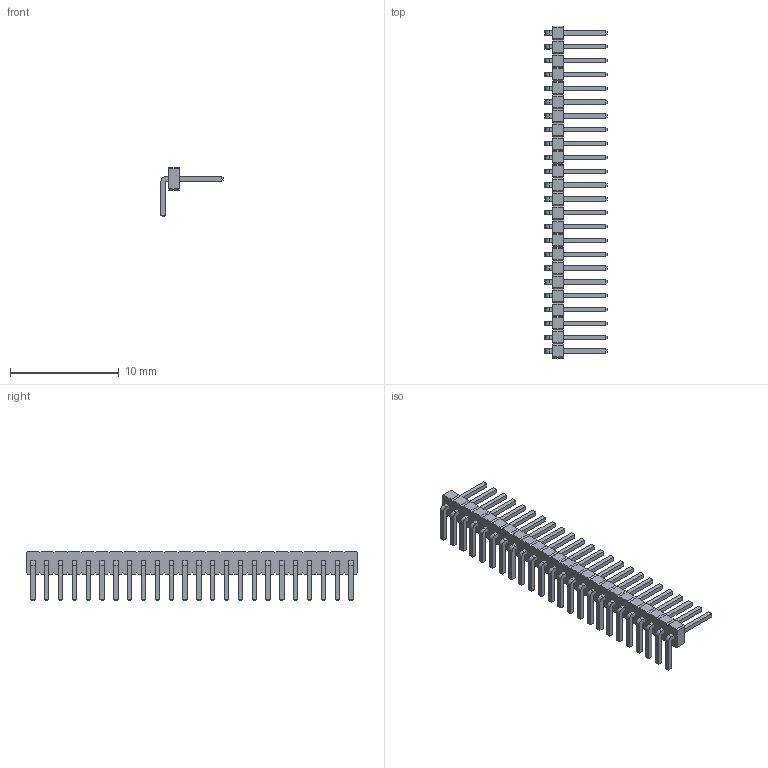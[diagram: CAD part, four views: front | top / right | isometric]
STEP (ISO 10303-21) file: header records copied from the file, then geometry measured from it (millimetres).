
FILE_DESCRIPTION(/* description */ ('model of PinHeader_1x24_P1.27mm_Horizontal'),/* implementation_level */ '2;1');
FILE_NAME(/* name */ 'PinHeader_1x24_P1.27mm_Horizontal.step',/* time_stamp */ '2018-01-24T13:44:01',/* author */ ('kicad StepUp','ksu'),/* organization */ ('FreeCAD'),/* preprocessor_version */ 'OCC',/* originating_system */ 'kicad StepUp',/* authorisation */ '');
FILE_SCHEMA(('AUTOMOTIVE_DESIGN { 1 0 10303 214 1 1 1 1 }'));
Length unit declared in the file: millimetre
Products named in the file (2): PinHeader_1x24_P127mm_Horizontal; Shape0_0916661671474
Bounding box: 5.7 x 30.48 x 4.5 mm (x, y, z)
Volume: 97 mm3; surface area: 538.9 mm2
Topology: 25 solids, 25 shells, 556 faces, 1326 edges, 820 vertices
Faces by surface type: plane 532, cylinder 24
Entity records: 10017 total; most frequent: ORIENTED_EDGE 2002, CARTESIAN_POINT 1546, EDGE_CURVE 1326, LINE 1278, VERTEX_POINT 820, AXIS2_PLACEMENT_3D 605, ADVANCED_FACE 556, FACE_BOUND 556
